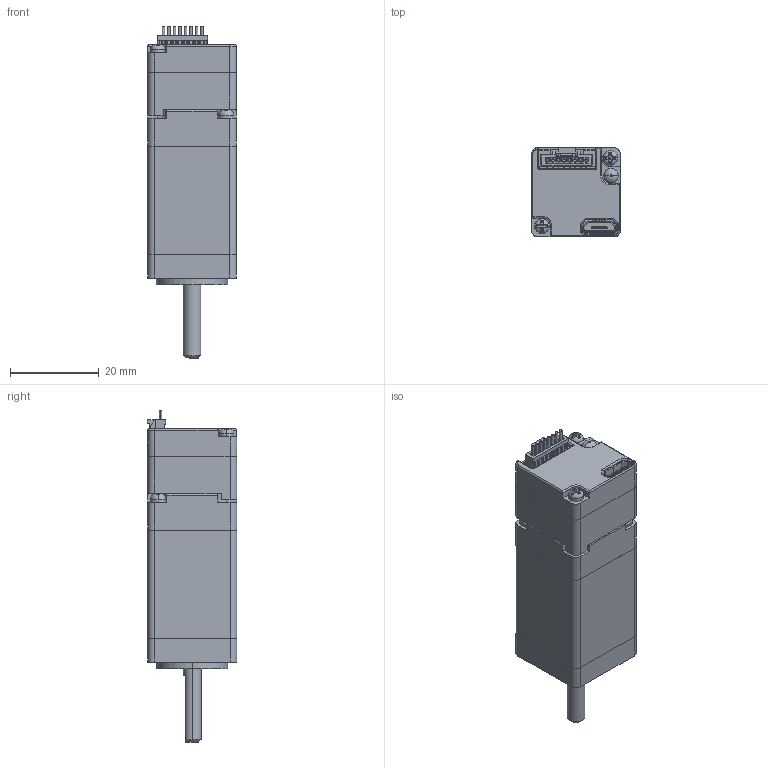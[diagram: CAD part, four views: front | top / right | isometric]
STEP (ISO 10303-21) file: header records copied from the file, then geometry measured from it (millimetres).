
FILE_DESCRIPTION (( 'STEP AP214' ), '1' );
FILE_NAME ('IC20E004-L.STEP', '2022-07-25T01:04:57', ( '' ), ( '' ), 'SwSTEP 2.0', 'SolidWorks 2022', '' );
FILE_SCHEMA (( 'AUTOMOTIVE_DESIGN' ));
Length unit declared in the file: millimetre
Products named in the file (3): IC20驱动器; IC20E004-L; IC20_萇儂_謂擒15.4
Assembly tree (2 placements, depth 2):
  IC20E004-L
    IC20_萇儂_謂擒15.4
    IC20驱动器
Bounding box: 20.01 x 20.14 x 74.75 mm (x, y, z)
Volume: 20468.5 mm3; surface area: 9230.7 mm2
Topology: 3 solids, 5 shells, 1660 faces, 4953 edges, 3204 vertices
Faces by surface type: plane 1387, cylinder 243, torus 17, cone 13
Entity records: 57748 total; most frequent: CARTESIAN_POINT 10252, ORIENTED_EDGE 9890, DIRECTION 8709, EDGE_CURVE 4945, VECTOR 4339, LINE 4339, VERTEX_POINT 3204, AXIS2_PLACEMENT_3D 2185
